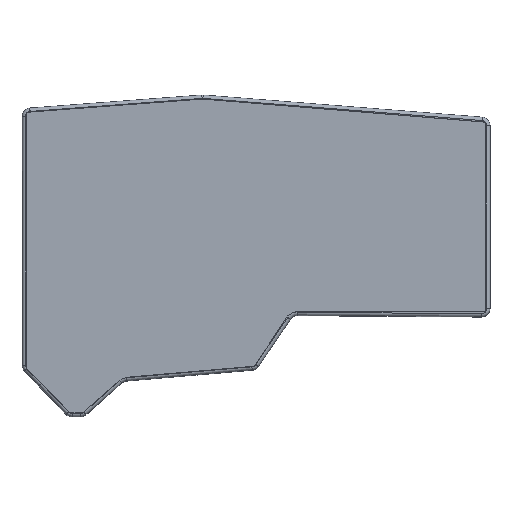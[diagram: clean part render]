
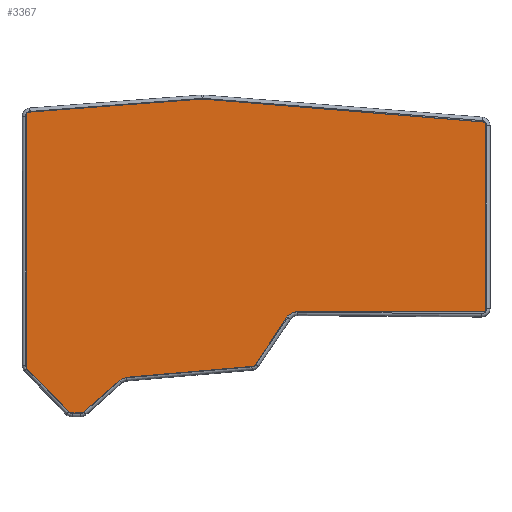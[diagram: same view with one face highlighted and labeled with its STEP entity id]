
A CAD part, top view. The second image highlights one B-rep face of the part: STEP entity #3367.
In plain terms, the highlighted planar face has unit normal (0, 0, 1).
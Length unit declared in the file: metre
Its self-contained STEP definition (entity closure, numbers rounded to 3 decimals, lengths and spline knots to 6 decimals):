
#72=CIRCLE('',#3501,0.004);
#78=CIRCLE('',#3510,0.004);
#422=FACE_OUTER_BOUND('',#624,.T.);
#624=EDGE_LOOP('',(#3037,#3038,#3039,#3040,#3041,#3042,#3043,#3044,#3045,
#3046,#3047,#3048));
#901=LINE('',#5556,#1241);
#913=LINE('',#5598,#1253);
#945=LINE('',#5788,#1285);
#948=LINE('',#5794,#1288);
#950=LINE('',#5798,#1290);
#954=LINE('',#5807,#1294);
#965=LINE('',#5826,#1305);
#966=LINE('',#5828,#1306);
#967=LINE('',#5831,#1307);
#969=LINE('',#5834,#1309);
#1241=VECTOR('',#4116,1.);
#1253=VECTOR('',#4146,1.);
#1285=VECTOR('',#4332,1.);
#1288=VECTOR('',#4337,1.);
#1290=VECTOR('',#4341,1.);
#1294=VECTOR('',#4353,1.);
#1305=VECTOR('',#4378,1.);
#1306=VECTOR('',#4381,1.);
#1307=VECTOR('',#4384,1.);
#1309=VECTOR('',#4388,1.);
#1550=VERTEX_POINT('',#5541);
#1551=VERTEX_POINT('',#5543);
#1554=VERTEX_POINT('',#5554);
#1567=VERTEX_POINT('',#5583);
#1568=VERTEX_POINT('',#5585);
#1571=VERTEX_POINT('',#5596);
#1617=VERTEX_POINT('',#5786);
#1619=VERTEX_POINT('',#5792);
#1620=VERTEX_POINT('',#5796);
#1621=VERTEX_POINT('',#5805);
#1622=VERTEX_POINT('',#5824);
#1623=VERTEX_POINT('',#5830);
#1973=EDGE_CURVE('',#1550,#1551,#72,.F.);
#1978=EDGE_CURVE('',#1554,#1550,#901,.T.);
#1992=EDGE_CURVE('',#1567,#1568,#78,.F.);
#1997=EDGE_CURVE('',#1571,#1567,#913,.T.);
#2081=EDGE_CURVE('',#1617,#1571,#945,.T.);
#2084=EDGE_CURVE('',#1619,#1617,#948,.T.);
#2086=EDGE_CURVE('',#1620,#1619,#950,.T.);
#2090=EDGE_CURVE('',#1621,#1620,#954,.T.);
#2101=EDGE_CURVE('',#1622,#1621,#965,.T.);
#2102=EDGE_CURVE('',#1568,#1554,#966,.T.);
#2103=EDGE_CURVE('',#1551,#1623,#967,.T.);
#2105=EDGE_CURVE('',#1623,#1622,#969,.T.);
#3037=ORIENTED_EDGE('',*,*,#2101,.F.);
#3038=ORIENTED_EDGE('',*,*,#2105,.F.);
#3039=ORIENTED_EDGE('',*,*,#2103,.F.);
#3040=ORIENTED_EDGE('',*,*,#1973,.F.);
#3041=ORIENTED_EDGE('',*,*,#1978,.F.);
#3042=ORIENTED_EDGE('',*,*,#2102,.F.);
#3043=ORIENTED_EDGE('',*,*,#1992,.F.);
#3044=ORIENTED_EDGE('',*,*,#1997,.F.);
#3045=ORIENTED_EDGE('',*,*,#2081,.F.);
#3046=ORIENTED_EDGE('',*,*,#2084,.F.);
#3047=ORIENTED_EDGE('',*,*,#2086,.F.);
#3048=ORIENTED_EDGE('',*,*,#2090,.F.);
#3186=PLANE('',#3605);
#3367=ADVANCED_FACE('',(#422),#3186,.F.);
#3501=AXIS2_PLACEMENT_3D('',#5544,#4109,#4110);
#3510=AXIS2_PLACEMENT_3D('',#5586,#4139,#4140);
#3605=AXIS2_PLACEMENT_3D('',#5835,#4389,#4390);
#4109=DIRECTION('center_axis',(0.,0.,-1.));
#4110=DIRECTION('ref_axis',(-0.39,0.921,0.));
#4116=DIRECTION('',(-0.996,-0.086,0.));
#4139=DIRECTION('center_axis',(0.,0.,-1.));
#4140=DIRECTION('ref_axis',(-0.475,0.88,0.));
#4146=DIRECTION('',(-1.,0.,0.));
#4332=DIRECTION('',(0.,-1.,0.));
#4337=DIRECTION('',(0.997,-0.081,0.));
#4341=DIRECTION('',(0.997,0.075,0.));
#4353=DIRECTION('',(0.,1.,0.));
#4378=DIRECTION('',(-0.699,0.715,0.));
#4381=DIRECTION('',(-0.549,-0.836,0.));
#4384=DIRECTION('',(-0.755,-0.655,0.));
#4388=DIRECTION('',(-1.,0.,0.));
#4389=DIRECTION('center_axis',(0.,0.,-1.));
#4390=DIRECTION('ref_axis',(-1.,0.,0.));
#5541=CARTESIAN_POINT('',(-0.041719,-0.03649,0.016002));
#5543=CARTESIAN_POINT('',(-0.043997,-0.037454,0.016002));
#5544=CARTESIAN_POINT('Origin',(-0.041376,-0.040475,
0.016002));
#5554=CARTESIAN_POINT('',(-0.00345,-0.033193,0.016002));
#5556=CARTESIAN_POINT('',(-0.023232,-0.034897,0.016002));
#5583=CARTESIAN_POINT('',(0.009525,-0.016745,0.016002));
#5585=CARTESIAN_POINT('',(0.006183,-0.018547,0.016002));
#5586=CARTESIAN_POINT('Origin',(0.009525,-0.020745,
0.016002));
#5596=CARTESIAN_POINT('',(0.066197,-0.016745,0.016002));
#5598=CARTESIAN_POINT('',(0.036782,-0.016745,0.016002));
#5786=CARTESIAN_POINT('',(0.066197,0.040306,0.016002));
#5788=CARTESIAN_POINT('',(0.066197,0.011781,0.016002));
#5792=CARTESIAN_POINT('',(-0.019157,0.047271,0.016002));
#5794=CARTESIAN_POINT('',(0.02352,0.043788,0.016002));
#5796=CARTESIAN_POINT('',(-0.072059,0.04327,0.016002));
#5798=CARTESIAN_POINT('',(-0.045608,0.04527,0.016002));
#5805=CARTESIAN_POINT('',(-0.072059,-0.033934,0.016002));
#5807=CARTESIAN_POINT('',(-0.072059,0.004668,0.016002));
#5824=CARTESIAN_POINT('',(-0.059019,-0.047271,0.016002));
#5826=CARTESIAN_POINT('',(-0.065539,-0.040602,0.016002));
#5828=CARTESIAN_POINT('',(0.001959,-0.024969,0.016002));
#5830=CARTESIAN_POINT('',(-0.055314,-0.047271,0.016002));
#5831=CARTESIAN_POINT('',(-0.049164,-0.041936,0.016002));
#5834=CARTESIAN_POINT('',(-0.057166,-0.047271,0.016002));
#5835=CARTESIAN_POINT('Origin',(-0.002931,0.,0.016002));
